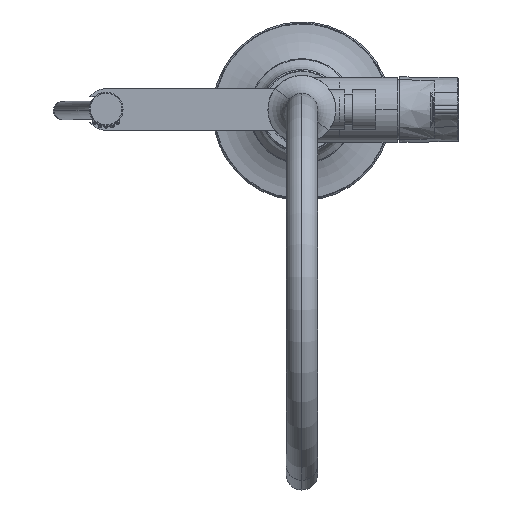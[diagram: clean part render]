
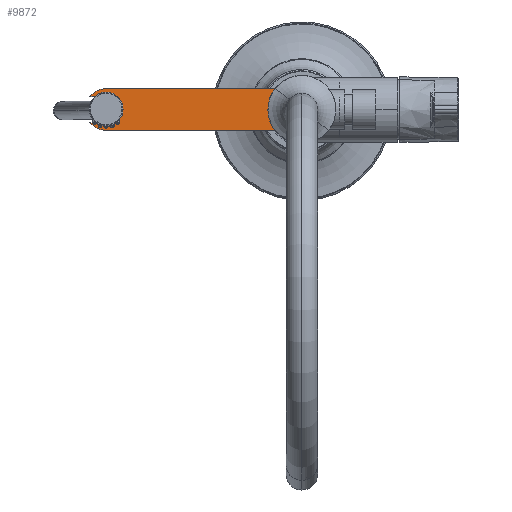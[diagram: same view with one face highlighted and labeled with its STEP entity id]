
A CAD part, top view. The second image highlights one B-rep face of the part: STEP entity #9872.
In plain terms, the highlighted face is planar.
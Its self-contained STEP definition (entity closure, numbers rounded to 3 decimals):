
#49 = EDGE_CURVE ( 'NONE', #10204, #13026, #2223, .T. ) ;
#456 = ORIENTED_EDGE ( 'NONE', *, *, #3520, .T. ) ;
#457 = AXIS2_PLACEMENT_3D ( 'NONE', #466, #11056, #1975 ) ;
#466 = CARTESIAN_POINT ( 'NONE',  ( 0., 13.5, 140. ) ) ;
#605 = DIRECTION ( 'NONE',  ( 0., -1., 0. ) ) ;
#727 = DIRECTION ( 'NONE',  ( -1., 0., 0. ) ) ;
#751 = VERTEX_POINT ( 'NONE', #754 ) ;
#754 = CARTESIAN_POINT ( 'NONE',  ( 16., 13.5, 0. ) ) ;
#1313 = EDGE_LOOP ( 'NONE', ( #17521, #14690, #12662, #5037, #16792, #6268, #456, #8301, #9743 ) ) ;
#1475 = AXIS2_PLACEMENT_3D ( 'NONE', #9696, #13910, #12142 ) ;
#1512 = CARTESIAN_POINT ( 'NONE',  ( 0., 13.5, 140. ) ) ;
#1975 = DIRECTION ( 'NONE',  ( 0., 0., 1. ) ) ;
#2210 = LINE ( 'NONE', #11298, #18723 ) ;
#2223 = LINE ( 'NONE', #15728, #3877 ) ;
#2447 = CARTESIAN_POINT ( 'NONE',  ( 0., 13.5, 127.5 ) ) ;
#2629 = CARTESIAN_POINT ( 'NONE',  ( -10., 13.5, 152.49 ) ) ;
#2795 = DIRECTION ( 'NONE',  ( 0., 0., 1. ) ) ;
#3520 = EDGE_CURVE ( 'NONE', #15666, #9732, #17084, .T. ) ;
#3877 = VECTOR ( 'NONE', #4636, 1000. ) ;
#4320 = AXIS2_PLACEMENT_3D ( 'NONE', #1512, #7405, #7673 ) ;
#4448 = CARTESIAN_POINT ( 'NONE',  ( -10., 13.5, 147.5 ) ) ;
#4636 = DIRECTION ( 'NONE',  ( 0., 0., -1. ) ) ;
#5037 = ORIENTED_EDGE ( 'NONE', *, *, #13727, .T. ) ;
#5510 = EDGE_CURVE ( 'NONE', #9732, #751, #7879, .T. ) ;
#6007 = EDGE_CURVE ( 'NONE', #751, #18277, #2210, .T. ) ;
#6096 = EDGE_CURVE ( 'NONE', #18277, #14905, #6211, .T. ) ;
#6211 = LINE ( 'NONE', #13609, #17756 ) ;
#6268 = ORIENTED_EDGE ( 'NONE', *, *, #12829, .T. ) ;
#6942 = CIRCLE ( 'NONE', #457, 16. ) ;
#7300 = CARTESIAN_POINT ( 'NONE',  ( -16., 13.5, 0. ) ) ;
#7405 = DIRECTION ( 'NONE',  ( 0., 1., 0. ) ) ;
#7641 = CARTESIAN_POINT ( 'NONE',  ( 10., 13.5, 147.5 ) ) ;
#7673 = DIRECTION ( 'NONE',  ( 0., 0., 1. ) ) ;
#7879 = LINE ( 'NONE', #9827, #15398 ) ;
#8101 = CARTESIAN_POINT ( 'NONE',  ( 16., 13.5, 140. ) ) ;
#8122 = CARTESIAN_POINT ( 'NONE',  ( 10., 13.5, 152.49 ) ) ;
#8196 = DIRECTION ( 'NONE',  ( 0., -1., 0. ) ) ;
#8208 = VECTOR ( 'NONE', #11764, 1000. ) ;
#8301 = ORIENTED_EDGE ( 'NONE', *, *, #5510, .T. ) ;
#8325 = DIRECTION ( 'NONE',  ( 0., 0., -1. ) ) ;
#8773 = CARTESIAN_POINT ( 'NONE',  ( -16., 13.5, 140. ) ) ;
#9683 = CARTESIAN_POINT ( 'NONE',  ( 0., 13.5, 140. ) ) ;
#9696 = CARTESIAN_POINT ( 'NONE',  ( 0., 13.5, 140. ) ) ;
#9732 = VERTEX_POINT ( 'NONE', #8101 ) ;
#9743 = ORIENTED_EDGE ( 'NONE', *, *, #6007, .T. ) ;
#9827 = CARTESIAN_POINT ( 'NONE',  ( 16., 13.5, 0. ) ) ;
#9872 = ADVANCED_FACE ( 'NONE', ( #10420 ), #10481, .T. ) ;
#10204 = VERTEX_POINT ( 'NONE', #2629 ) ;
#10420 = FACE_OUTER_BOUND ( 'NONE', #1313, .T. ) ;
#10481 = PLANE ( 'NONE',  #1475 ) ;
#10889 = VERTEX_POINT ( 'NONE', #7641 ) ;
#11056 = DIRECTION ( 'NONE',  ( 0., 1., 0. ) ) ;
#11199 = DIRECTION ( 'NONE',  ( 0., 0., 1. ) ) ;
#11298 = CARTESIAN_POINT ( 'NONE',  ( -16., 13.5, 0. ) ) ;
#11752 = CIRCLE ( 'NONE', #13032, 12.5 ) ;
#11764 = DIRECTION ( 'NONE',  ( 0., 0., 1. ) ) ;
#11766 = LINE ( 'NONE', #8122, #8208 ) ;
#12142 = DIRECTION ( 'NONE',  ( 0., 0., 1. ) ) ;
#12662 = ORIENTED_EDGE ( 'NONE', *, *, #49, .T. ) ;
#12829 = EDGE_CURVE ( 'NONE', #10889, #15666, #11766, .T. ) ;
#13026 = VERTEX_POINT ( 'NONE', #4448 ) ;
#13032 = AXIS2_PLACEMENT_3D ( 'NONE', #17174, #8196, #18724 ) ;
#13609 = CARTESIAN_POINT ( 'NONE',  ( -16., 13.5, 0. ) ) ;
#13727 = EDGE_CURVE ( 'NONE', #13026, #18110, #11752, .T. ) ;
#13910 = DIRECTION ( 'NONE',  ( 0., 1., 0. ) ) ;
#14690 = ORIENTED_EDGE ( 'NONE', *, *, #19520, .T. ) ;
#14767 = EDGE_CURVE ( 'NONE', #18110, #10889, #15481, .T. ) ;
#14905 = VERTEX_POINT ( 'NONE', #8773 ) ;
#15398 = VECTOR ( 'NONE', #8325, 1000. ) ;
#15481 = CIRCLE ( 'NONE', #17925, 12.5 ) ;
#15666 = VERTEX_POINT ( 'NONE', #18479 ) ;
#15728 = CARTESIAN_POINT ( 'NONE',  ( -10., 13.5, 152.49 ) ) ;
#16792 = ORIENTED_EDGE ( 'NONE', *, *, #14767, .T. ) ;
#17084 = CIRCLE ( 'NONE', #4320, 16. ) ;
#17174 = CARTESIAN_POINT ( 'NONE',  ( 0., 13.5, 140. ) ) ;
#17521 = ORIENTED_EDGE ( 'NONE', *, *, #6096, .T. ) ;
#17756 = VECTOR ( 'NONE', #2795, 1000. ) ;
#17925 = AXIS2_PLACEMENT_3D ( 'NONE', #9683, #605, #11199 ) ;
#18110 = VERTEX_POINT ( 'NONE', #2447 ) ;
#18277 = VERTEX_POINT ( 'NONE', #7300 ) ;
#18479 = CARTESIAN_POINT ( 'NONE',  ( 10., 13.5, 152.49 ) ) ;
#18723 = VECTOR ( 'NONE', #727, 1000. ) ;
#18724 = DIRECTION ( 'NONE',  ( 0., 0., 1. ) ) ;
#19520 = EDGE_CURVE ( 'NONE', #14905, #10204, #6942, .T. ) ;
